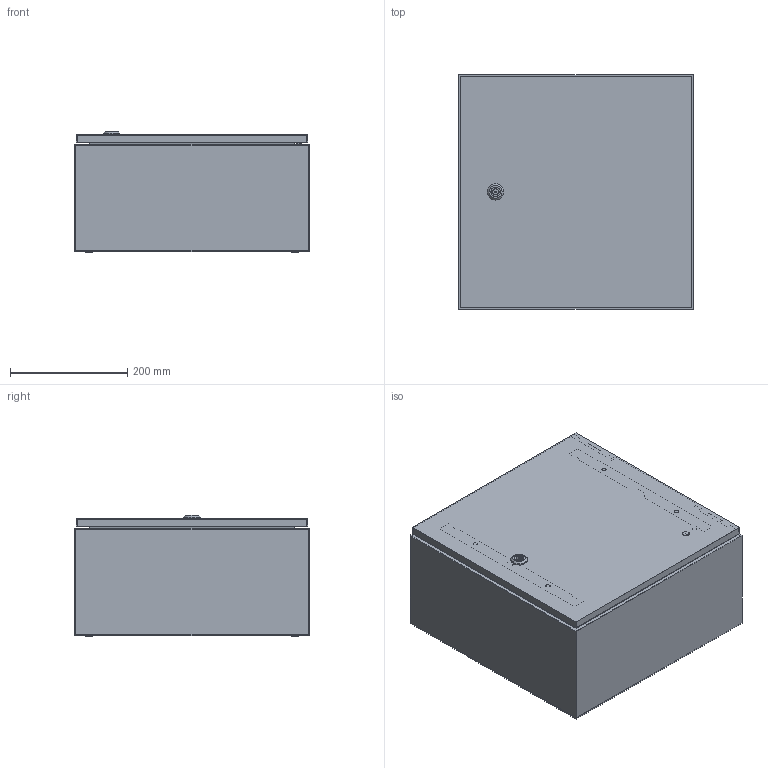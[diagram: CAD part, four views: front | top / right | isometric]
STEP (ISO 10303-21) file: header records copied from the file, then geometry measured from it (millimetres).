
FILE_DESCRIPTION (( 'STEP AP214' ), '1' );
FILE_NAME ('3351-4040-20-00.step', '2024-01-10T07:32:51', ( '' ), ( '' ), 'SwSTEP 2.0', 'SolidWorks 2019', '' );
FILE_SCHEMA (( 'AUTOMOTIVE_DESIGN' ));
Length unit declared in the file: millimetre
Products named in the file (4): Tuer_wgES_3351-4040-00-90; 3351-4040-20-00; Korpus_wgES_4040-20; Montageplattenbeipack_wgES_4040
Assembly tree (3 placements, depth 2):
  3351-4040-20-00
    Korpus_wgES_4040-20
    Tuer_wgES_3351-4040-00-90
    Montageplattenbeipack_wgES_4040
Bounding box: 400 x 400 x 207 mm (x, y, z)
Volume: 1105908.5 mm3; surface area: 1454352.5 mm2
Topology: 24 solids, 28 shells, 965 faces, 2377 edges, 1532 vertices
Faces by surface type: plane 531, cylinder 340, cone 66, sphere 16, torus 12
Entity records: 30250 total; most frequent: CARTESIAN_POINT 5704, DIRECTION 4957, ORIENTED_EDGE 4738, EDGE_CURVE 2369, AXIS2_PLACEMENT_3D 1777, VERTEX_POINT 1532, LINE 1403, VECTOR 1403
